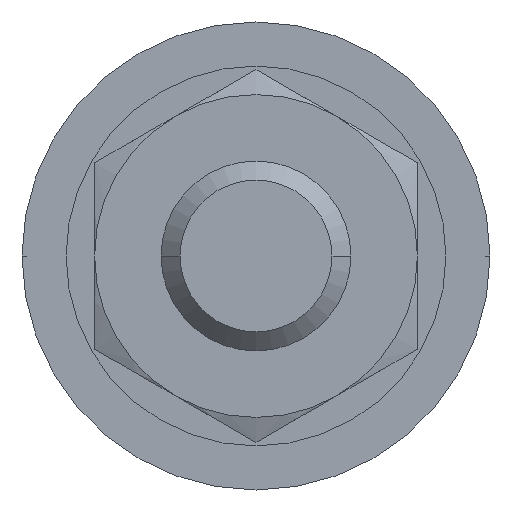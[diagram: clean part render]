
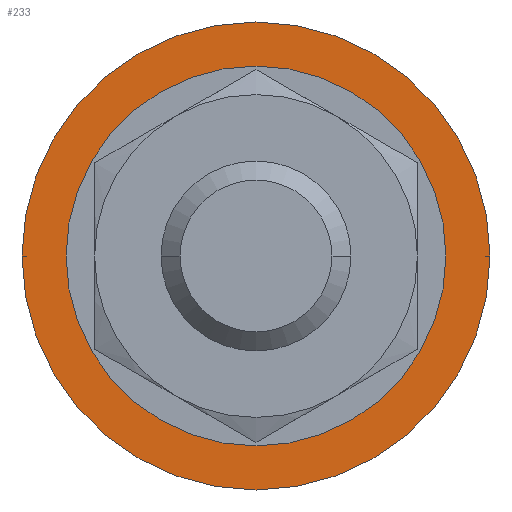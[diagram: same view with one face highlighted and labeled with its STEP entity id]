
A CAD part, front view. The second image highlights one B-rep face of the part: STEP entity #233.
In plain terms, the highlighted planar face has unit normal (0, -1, 0).
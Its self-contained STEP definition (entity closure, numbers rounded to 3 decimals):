
#233=ADVANCED_FACE('',(#418,#419),#420,.T.);
#418=FACE_BOUND('',#576,.T.);
#419=FACE_OUTER_BOUND('',#577,.T.);
#420=PLANE('',#578);
#576=EDGE_LOOP('',(#938,#939,#940,#941));
#577=EDGE_LOOP('',(#942,#943,#944));
#578=AXIS2_PLACEMENT_3D('',#945,#946,#947);
#938=ORIENTED_EDGE('',*,*,#1085,.T.);
#939=ORIENTED_EDGE('',*,*,#1088,.T.);
#940=ORIENTED_EDGE('',*,*,#1080,.T.);
#941=ORIENTED_EDGE('',*,*,#1092,.T.);
#942=ORIENTED_EDGE('',*,*,#1095,.F.);
#943=ORIENTED_EDGE('',*,*,#1096,.F.);
#944=ORIENTED_EDGE('',*,*,#1061,.F.);
#945=CARTESIAN_POINT('',(12.304,50.0,12.249));
#946=DIRECTION('',(0.0,-1.0,0.0));
#947=DIRECTION('',(-1.0,0.0,0.0));
#1061=EDGE_CURVE('',#1242,#1243,#1245,.T.);
#1080=EDGE_CURVE('',#1273,#1271,#1274,.T.);
#1085=EDGE_CURVE('',#1282,#1280,#1283,.T.);
#1088=EDGE_CURVE('',#1280,#1273,#1286,.T.);
#1092=EDGE_CURVE('',#1271,#1282,#1290,.T.);
#1095=EDGE_CURVE('',#1293,#1242,#1294,.T.);
#1096=EDGE_CURVE('',#1243,#1293,#1295,.T.);
#1242=VERTEX_POINT('',#1721);
#1243=VERTEX_POINT('',#1722);
#1245=CIRCLE('',#1724,12.322);
#1271=VERTEX_POINT('',#1755);
#1273=VERTEX_POINT('',#1758);
#1274=LINE('',#1759,#1760);
#1280=VERTEX_POINT('',#1768);
#1282=VERTEX_POINT('',#1771);
#1283=LINE('',#1772,#1773);
#1286=LINE('',#1777,#1778);
#1290=LINE('',#1784,#1785);
#1293=VERTEX_POINT('',#1788);
#1294=CIRCLE('',#1789,12.322);
#1295=CIRCLE('',#1790,12.322);
#1721=CARTESIAN_POINT('',(24.625,50.0,12.249));
#1722=CARTESIAN_POINT('',(-0.018,50.0,12.249));
#1724=AXIS2_PLACEMENT_3D('',#1896,#1897,#1898);
#1755=CARTESIAN_POINT('',(17.594,50.0,6.959));
#1758=CARTESIAN_POINT('',(17.594,50.0,17.539));
#1759=CARTESIAN_POINT('',(17.594,50.0,12.249));
#1760=VECTOR('',#1923,1.0);
#1768=CARTESIAN_POINT('',(7.014,50.0,17.539));
#1771=CARTESIAN_POINT('',(7.014,50.0,6.959));
#1772=CARTESIAN_POINT('',(7.014,50.0,12.249));
#1773=VECTOR('',#1927,1.0);
#1777=CARTESIAN_POINT('',(12.304,50.0,17.539));
#1778=VECTOR('',#1929,1.0);
#1784=CARTESIAN_POINT('',(12.304,50.0,6.959));
#1785=VECTOR('',#1932,1.0);
#1788=CARTESIAN_POINT('',(12.304,50.0,24.571));
#1789=AXIS2_PLACEMENT_3D('',#1933,#1934,#1935);
#1790=AXIS2_PLACEMENT_3D('',#1936,#1937,#1938);
#1896=CARTESIAN_POINT('',(12.304,50.0,12.249));
#1897=DIRECTION('',(-0.0,1.0,0.0));
#1898=DIRECTION('',(0.0,0.0,-1.0));
#1923=DIRECTION('',(0.0,0.0,-1.0));
#1927=DIRECTION('',(-0.0,0.0,1.0));
#1929=DIRECTION('',(1.0,0.0,0.0));
#1932=DIRECTION('',(-1.0,0.0,0.0));
#1933=CARTESIAN_POINT('',(12.304,50.0,12.249));
#1934=DIRECTION('',(-0.0,1.0,0.0));
#1935=DIRECTION('',(0.0,0.0,-1.0));
#1936=CARTESIAN_POINT('',(12.304,50.0,12.249));
#1937=DIRECTION('',(-0.0,1.0,0.0));
#1938=DIRECTION('',(0.0,0.0,-1.0));
